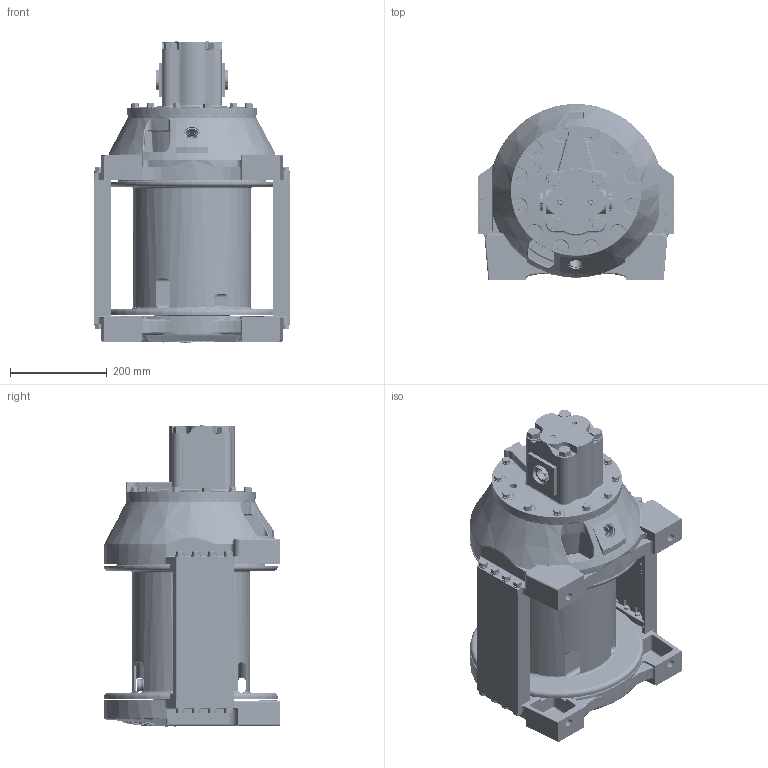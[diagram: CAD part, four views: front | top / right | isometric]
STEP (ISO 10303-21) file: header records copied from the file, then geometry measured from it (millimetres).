
FILE_DESCRIPTION((''),'2;1');
FILE_NAME('TWG-TEMP','2020-10-12T00:36:15',('Administrator'),(''),'CREO PARAMETRIC BY PTC INC, 2019292','CREO PARAMETRIC BY PTC INC, 2019292','');
FILE_SCHEMA(('AUTOMOTIVE_DESIGN { 1 0 10303 214 1 1 1 1 }'));
Products named in the file (1): TWG-TEMP
Bounding box: 406.4 x 363.54 x 625.19 mm (x, y, z)
Volume: 539.7 mm3; surface area: 2542704.4 mm2
Topology: 1 solids, 152 shells, 4743 faces, 13901 edges, 9155 vertices
Faces by surface type: plane 1694, cylinder 1130, bspline 592, torus 452, cone 443, extrusion 416, sphere 16
Entity records: 263711 total; most frequent: CARTESIAN_POINT 111961, ORIENTED_EDGE 24482, DIRECTION 21521, EDGE_CURVE 13799, VERTEX_POINT 9152, AXIS2_PLACEMENT_3D 7390, VECTOR 6738, LINE 6322
